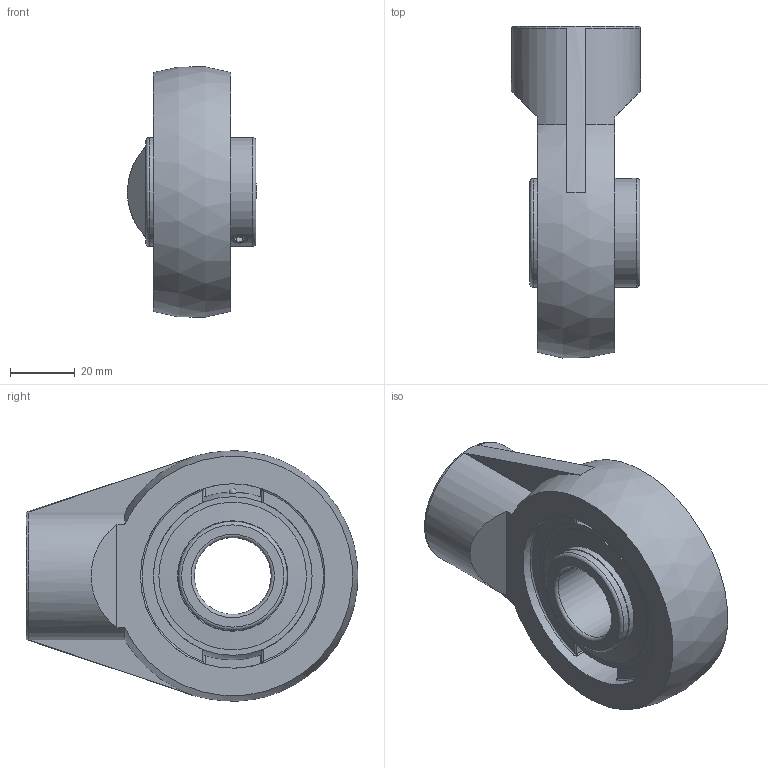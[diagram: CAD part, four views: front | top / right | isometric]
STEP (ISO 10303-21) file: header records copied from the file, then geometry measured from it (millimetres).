
FILE_DESCRIPTION(/* description */ ('Alibre Inc.'),/* implementation_level */ '2;1');
FILE_NAME(/* name */ 'export-F020E8DE-D370-47BE-A404-CB87E715F730',/* time_stamp */ '2020-05-19T15:09:52-07:00',/* author */ (''),/* organization */ (''),/* preprocessor_version */ 'ST-DEVELOPER v17',/* originating_system */ 'Alibre',/* authorisation */ '');
FILE_SCHEMA (('CONFIG_CONTROL_DESIGN'));
Length unit declared in the file: inch
Bounding box: 39.99 x 102.79 x 77.49 mm (x, y, z)
Volume: 110333.3 mm3; surface area: 39568.7 mm2
Topology: 16 solids, 16 shells, 118 faces, 286 edges, 184 vertices
Faces by surface type: plane 49, cylinder 32, sphere 13, cone 11, torus 9, bspline 4
Full cylindrical faces by diameter (mm): 4.917 x4, 19.05 x1, 23.813 x1, 33.655 x2, 33.68 x2, 34.188 x2, 45.72 x4, 57.143 x1, 60.25 x1
Entity records: 4165 total; most frequent: CARTESIAN_POINT 1360, DIRECTION 402, ORIENTED_EDGE 364, AXIS2_PLACEMENT_3D 192, EDGE_CURVE 182, FACE_BOUND 162, EDGE_LOOP 152, VERTEX_POINT 146
